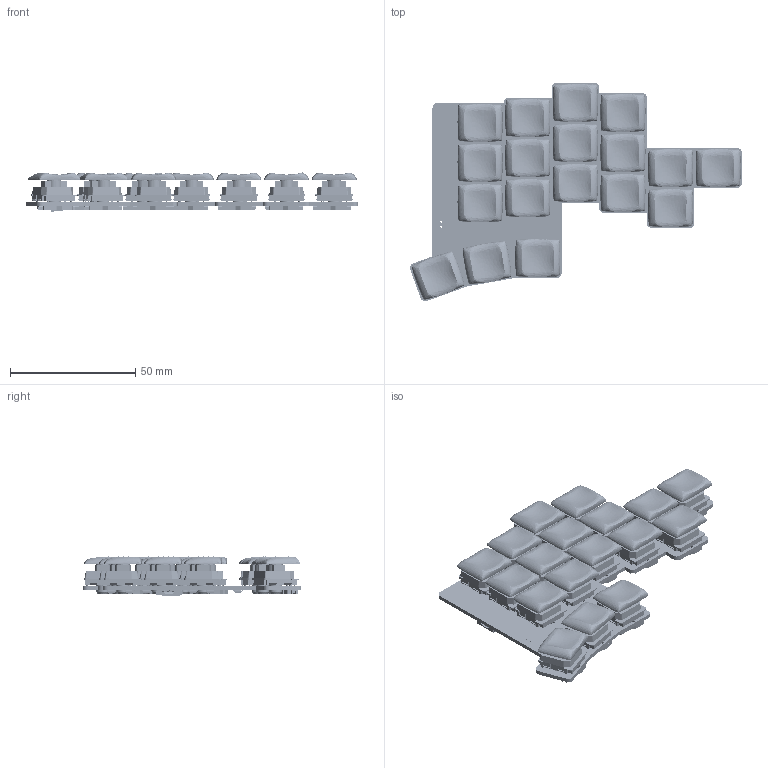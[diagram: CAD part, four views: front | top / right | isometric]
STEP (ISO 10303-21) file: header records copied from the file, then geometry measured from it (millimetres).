
FILE_DESCRIPTION(('KiCad electronic assembly'),'2;1');
FILE_NAME('pcb-right-ks.step','2024-11-01T10:10:01',('Pcbnew'),('Kicad') ,'Open CASCADE STEP processor 7.8','KiCad to STEP converter','Unknown' );
FILE_SCHEMA(('AUTOMOTIVE_DESIGN { 1 0 10303 214 1 1 1 1 }'));
Length unit declared in the file: millimetre
Products named in the file (12): pcb-right-ks 1; ks33; CQ assembly; ks33_socket; Keycap_MX-DES-minY-minZ-R3; keycap-mx-des-miny-minz-r3 v2; D_SOD-123 Soldered; D_SOD-123 Soldered v6; FPC-12; pcb-right_PCB
Assembly tree (79 placements, depth 3):
  pcb-right-ks 1
    ks33  x18
      CQ assembly
    ks33_socket  x18
      CQ assembly
    Keycap_MX-DES-minY-minZ-R3  x18
      keycap-mx-des-miny-minz-r3 v2
    D_SOD-123 Soldered  x18
      D_SOD-123 Soldered v6
    FPC-12
      FPC-12
    pcb-right_PCB
Bounding box: 132.47 x 87.23 x 15.57 mm (x, y, z)
Volume: 30790.3 mm3; surface area: 63291.3 mm2
Topology: 288 solids, 288 shells, 25676 faces, 50142 edges, 25183 vertices
Faces by surface type: plane 23321, cylinder 2013, bspline 216, sphere 72, cone 54
Full cylindrical faces by diameter (mm): 0.7 x2, 0.75 x2, 0.8 x2, 1 x72, 1.8 x18, 2.9 x36, 3 x18, 5 x18, 5.05 x18, 5.7 x18
Entity records: 79927 total; most frequent: CARTESIAN_POINT 13649, DIRECTION 12595, ORIENTED_EDGE 12352, EDGE_CURVE 6176, LINE 4949, VECTOR 4949, AXIS2_PLACEMENT_3D 3823, VERTEX_POINT 3610
